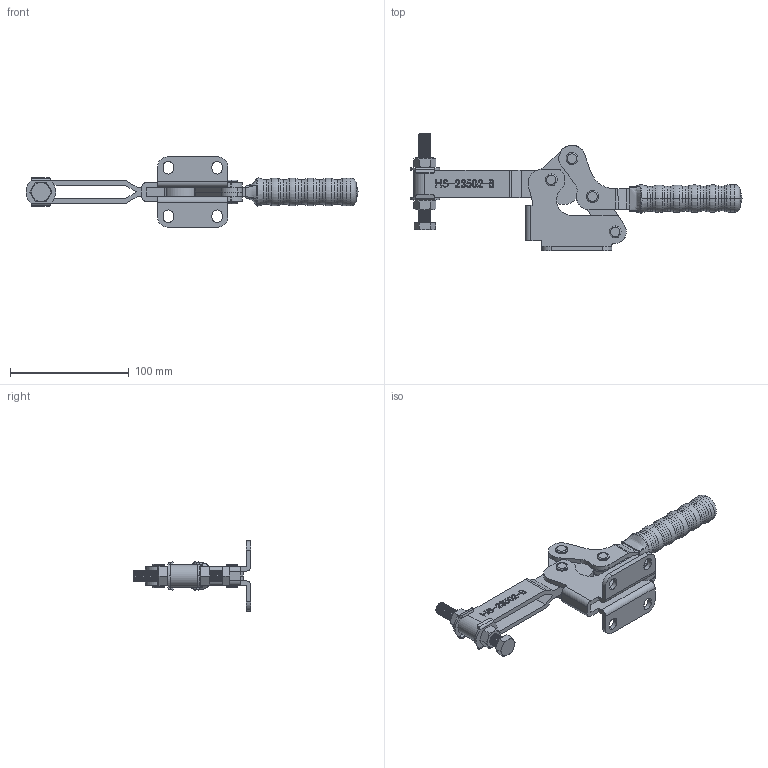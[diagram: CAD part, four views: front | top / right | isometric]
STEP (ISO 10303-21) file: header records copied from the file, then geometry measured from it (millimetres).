
FILE_DESCRIPTION (( 'STEP AP203' ), '1' );
FILE_NAME ('HS-23502-B.STEP', '2019-10-15T06:30:35', ( '微软用户' ), ( '微软中国' ), 'SwSTEP 2.0', 'SolidWorks 2012', '' );
FILE_SCHEMA (( 'CONFIG_CONTROL_DESIGN' ));
Length unit declared in the file: millimetre
Products named in the file (11): HS-23502-B; hex nuts 1-fine pitch-grades ab gb_GB_FASTENER_NUT_SNAB1XY M10X1-N; hexagon head bolts-full thread gb_GB_FASTENER_BOLT_STBAB A M10X80-S; FW-380; 种; 騵艦杶; 23502-B忒參; 23502蟀裝; 23502忒參; 23502揤參; 23502菁釱
Assembly tree (19 placements, depth 2):
  HS-23502-B
    23502菁釱
    23502揤參
    23502忒參
    23502蟀裝  x2
    23502-B忒參
    騵艦杶  x4
    种  x4
    FW-380  x2
    hexagon head bolts-full thread gb_GB_FASTENER_BOLT_STBAB A M10X80-S
    hex nuts 1-fine pitch-grades ab gb_GB_FASTENER_NUT_SNAB1XY M10X1-N  x2
Bounding box: 279.73 x 99.32 x 59 mm (x, y, z)
Volume: 134412.6 mm3; surface area: 78700 mm2
Topology: 21 solids, 21 shells, 1322 faces, 3159 edges, 1906 vertices
Faces by surface type: plane 495, cone 388, cylinder 328, bspline 63, torus 48
Entity records: 39671 total; most frequent: CARTESIAN_POINT 10662, DIRECTION 5791, ORIENTED_EDGE 5698, EDGE_CURVE 2849, AXIS2_PLACEMENT_3D 1973, LINE 1845, VECTOR 1845, VERTEX_POINT 1718
